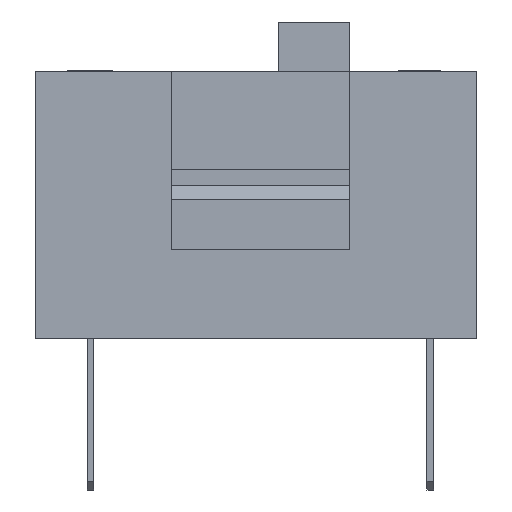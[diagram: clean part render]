
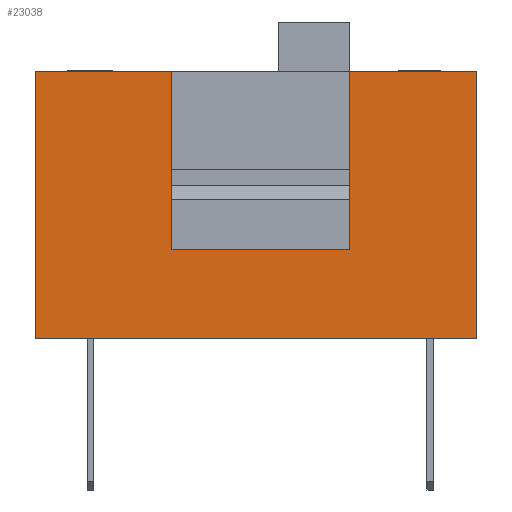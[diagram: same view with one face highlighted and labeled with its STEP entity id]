
A CAD part, left-side view. The second image highlights one B-rep face of the part: STEP entity #23038.
In plain terms, the highlighted planar face has unit normal (-1, 0, 0).
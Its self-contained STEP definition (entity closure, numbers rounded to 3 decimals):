
#22544 = PLANE('',#22545);
#22545 = AXIS2_PLACEMENT_3D('',#22546,#22547,#22548);
#22546 = CARTESIAN_POINT('',(0.4,2.85,6.));
#22547 = DIRECTION('',(0.,1.,0.));
#22548 = DIRECTION('',(-1.,0.,0.));
#22569 = VERTEX_POINT('',#22570);
#22570 = CARTESIAN_POINT('',(0.,2.85,2.));
#22584 = PLANE('',#22585);
#22585 = AXIS2_PLACEMENT_3D('',#22586,#22587,#22588);
#22586 = CARTESIAN_POINT('',(0.,6.85,2.));
#22587 = DIRECTION('',(0.,0.,1.));
#22588 = DIRECTION('',(1.,0.,0.));
#22596 = EDGE_CURVE('',#22597,#22569,#22599,.T.);
#22597 = VERTEX_POINT('',#22598);
#22598 = CARTESIAN_POINT('',(0.,2.85,6.));
#22599 = SURFACE_CURVE('',#22600,(#22604,#22611),.PCURVE_S1.);
#22600 = LINE('',#22601,#22602);
#22601 = CARTESIAN_POINT('',(0.,2.85,6.));
#22602 = VECTOR('',#22603,1.);
#22603 = DIRECTION('',(-0.,-0.,-1.));
#22604 = PCURVE('',#22544,#22605);
#22605 = DEFINITIONAL_REPRESENTATION('',(#22606),#22610);
#22606 = LINE('',#22607,#22608);
#22607 = CARTESIAN_POINT('',(0.4,0.));
#22608 = VECTOR('',#22609,1.);
#22609 = DIRECTION('',(0.,-1.));
#22610 = ( GEOMETRIC_REPRESENTATION_CONTEXT(2) 
PARAMETRIC_REPRESENTATION_CONTEXT() REPRESENTATION_CONTEXT('2D SPACE',''
  ) );
#22611 = PCURVE('',#22612,#22617);
#22612 = PLANE('',#22613);
#22613 = AXIS2_PLACEMENT_3D('',#22614,#22615,#22616);
#22614 = CARTESIAN_POINT('',(0.,9.9,0.));
#22615 = DIRECTION('',(1.,0.,0.));
#22616 = DIRECTION('',(0.,-1.,0.));
#22617 = DEFINITIONAL_REPRESENTATION('',(#22618),#22622);
#22618 = LINE('',#22619,#22620);
#22619 = CARTESIAN_POINT('',(7.05,-6.));
#22620 = VECTOR('',#22621,1.);
#22621 = DIRECTION('',(0.,1.));
#22622 = ( GEOMETRIC_REPRESENTATION_CONTEXT(2) 
PARAMETRIC_REPRESENTATION_CONTEXT() REPRESENTATION_CONTEXT('2D SPACE',''
  ) );
#22640 = PLANE('',#22641);
#22641 = AXIS2_PLACEMENT_3D('',#22642,#22643,#22644);
#22642 = CARTESIAN_POINT('',(0.,0.,6.));
#22643 = DIRECTION('',(0.,0.,-1.));
#22644 = DIRECTION('',(-1.,0.,0.));
#22783 = PLANE('',#22784);
#22784 = AXIS2_PLACEMENT_3D('',#22785,#22786,#22787);
#22785 = CARTESIAN_POINT('',(0.,6.85,6.));
#22786 = DIRECTION('',(0.,-1.,0.));
#22787 = DIRECTION('',(1.,0.,0.));
#22889 = VERTEX_POINT('',#22890);
#22890 = CARTESIAN_POINT('',(0.,6.85,2.));
#22911 = EDGE_CURVE('',#22569,#22889,#22912,.T.);
#22912 = SURFACE_CURVE('',#22913,(#22917,#22924),.PCURVE_S1.);
#22913 = LINE('',#22914,#22915);
#22914 = CARTESIAN_POINT('',(0.,2.85,2.));
#22915 = VECTOR('',#22916,1.);
#22916 = DIRECTION('',(0.,1.,0.));
#22917 = PCURVE('',#22584,#22918);
#22918 = DEFINITIONAL_REPRESENTATION('',(#22919),#22923);
#22919 = LINE('',#22920,#22921);
#22920 = CARTESIAN_POINT('',(0.,-4.));
#22921 = VECTOR('',#22922,1.);
#22922 = DIRECTION('',(0.,1.));
#22923 = ( GEOMETRIC_REPRESENTATION_CONTEXT(2) 
PARAMETRIC_REPRESENTATION_CONTEXT() REPRESENTATION_CONTEXT('2D SPACE',''
  ) );
#22924 = PCURVE('',#22612,#22925);
#22925 = DEFINITIONAL_REPRESENTATION('',(#22926),#22930);
#22926 = LINE('',#22927,#22928);
#22927 = CARTESIAN_POINT('',(7.05,-2.));
#22928 = VECTOR('',#22929,1.);
#22929 = DIRECTION('',(-1.,0.));
#22930 = ( GEOMETRIC_REPRESENTATION_CONTEXT(2) 
PARAMETRIC_REPRESENTATION_CONTEXT() REPRESENTATION_CONTEXT('2D SPACE',''
  ) );
#23038 = ADVANCED_FACE('',(#23039),#22612,.F.);
#23039 = FACE_BOUND('',#23040,.F.);
#23040 = EDGE_LOOP('',(#23041,#23071,#23099,#23122,#23143,#23144,#23145,
    #23168));
#23041 = ORIENTED_EDGE('',*,*,#23042,.F.);
#23042 = EDGE_CURVE('',#23043,#23045,#23047,.T.);
#23043 = VERTEX_POINT('',#23044);
#23044 = CARTESIAN_POINT('',(0.,9.9,0.));
#23045 = VERTEX_POINT('',#23046);
#23046 = CARTESIAN_POINT('',(0.,0.,0.));
#23047 = SURFACE_CURVE('',#23048,(#23052,#23059),.PCURVE_S1.);
#23048 = LINE('',#23049,#23050);
#23049 = CARTESIAN_POINT('',(0.,9.9,0.));
#23050 = VECTOR('',#23051,1.);
#23051 = DIRECTION('',(0.,-1.,0.));
#23052 = PCURVE('',#22612,#23053);
#23053 = DEFINITIONAL_REPRESENTATION('',(#23054),#23058);
#23054 = LINE('',#23055,#23056);
#23055 = CARTESIAN_POINT('',(0.,0.));
#23056 = VECTOR('',#23057,1.);
#23057 = DIRECTION('',(1.,0.));
#23058 = ( GEOMETRIC_REPRESENTATION_CONTEXT(2) 
PARAMETRIC_REPRESENTATION_CONTEXT() REPRESENTATION_CONTEXT('2D SPACE',''
  ) );
#23059 = PCURVE('',#23060,#23065);
#23060 = PLANE('',#23061);
#23061 = AXIS2_PLACEMENT_3D('',#23062,#23063,#23064);
#23062 = CARTESIAN_POINT('',(0.,0.,0.));
#23063 = DIRECTION('',(0.,0.,-1.));
#23064 = DIRECTION('',(-1.,0.,0.));
#23065 = DEFINITIONAL_REPRESENTATION('',(#23066),#23070);
#23066 = LINE('',#23067,#23068);
#23067 = CARTESIAN_POINT('',(0.,9.9));
#23068 = VECTOR('',#23069,1.);
#23069 = DIRECTION('',(0.,-1.));
#23070 = ( GEOMETRIC_REPRESENTATION_CONTEXT(2) 
PARAMETRIC_REPRESENTATION_CONTEXT() REPRESENTATION_CONTEXT('2D SPACE',''
  ) );
#23071 = ORIENTED_EDGE('',*,*,#23072,.T.);
#23072 = EDGE_CURVE('',#23043,#23073,#23075,.T.);
#23073 = VERTEX_POINT('',#23074);
#23074 = CARTESIAN_POINT('',(0.,9.9,6.));
#23075 = SURFACE_CURVE('',#23076,(#23080,#23087),.PCURVE_S1.);
#23076 = LINE('',#23077,#23078);
#23077 = CARTESIAN_POINT('',(0.,9.9,0.));
#23078 = VECTOR('',#23079,1.);
#23079 = DIRECTION('',(0.,0.,1.));
#23080 = PCURVE('',#22612,#23081);
#23081 = DEFINITIONAL_REPRESENTATION('',(#23082),#23086);
#23082 = LINE('',#23083,#23084);
#23083 = CARTESIAN_POINT('',(0.,0.));
#23084 = VECTOR('',#23085,1.);
#23085 = DIRECTION('',(0.,-1.));
#23086 = ( GEOMETRIC_REPRESENTATION_CONTEXT(2) 
PARAMETRIC_REPRESENTATION_CONTEXT() REPRESENTATION_CONTEXT('2D SPACE',''
  ) );
#23087 = PCURVE('',#23088,#23093);
#23088 = PLANE('',#23089);
#23089 = AXIS2_PLACEMENT_3D('',#23090,#23091,#23092);
#23090 = CARTESIAN_POINT('',(19.34,9.9,0.));
#23091 = DIRECTION('',(0.,-1.,0.));
#23092 = DIRECTION('',(-1.,0.,0.));
#23093 = DEFINITIONAL_REPRESENTATION('',(#23094),#23098);
#23094 = LINE('',#23095,#23096);
#23095 = CARTESIAN_POINT('',(19.34,0.));
#23096 = VECTOR('',#23097,1.);
#23097 = DIRECTION('',(0.,-1.));
#23098 = ( GEOMETRIC_REPRESENTATION_CONTEXT(2) 
PARAMETRIC_REPRESENTATION_CONTEXT() REPRESENTATION_CONTEXT('2D SPACE',''
  ) );
#23099 = ORIENTED_EDGE('',*,*,#23100,.T.);
#23100 = EDGE_CURVE('',#23073,#23101,#23103,.T.);
#23101 = VERTEX_POINT('',#23102);
#23102 = CARTESIAN_POINT('',(0.,6.85,6.));
#23103 = SURFACE_CURVE('',#23104,(#23108,#23115),.PCURVE_S1.);
#23104 = LINE('',#23105,#23106);
#23105 = CARTESIAN_POINT('',(0.,9.9,6.));
#23106 = VECTOR('',#23107,1.);
#23107 = DIRECTION('',(0.,-1.,0.));
#23108 = PCURVE('',#22612,#23109);
#23109 = DEFINITIONAL_REPRESENTATION('',(#23110),#23114);
#23110 = LINE('',#23111,#23112);
#23111 = CARTESIAN_POINT('',(0.,-6.));
#23112 = VECTOR('',#23113,1.);
#23113 = DIRECTION('',(1.,0.));
#23114 = ( GEOMETRIC_REPRESENTATION_CONTEXT(2) 
PARAMETRIC_REPRESENTATION_CONTEXT() REPRESENTATION_CONTEXT('2D SPACE',''
  ) );
#23115 = PCURVE('',#22640,#23116);
#23116 = DEFINITIONAL_REPRESENTATION('',(#23117),#23121);
#23117 = LINE('',#23118,#23119);
#23118 = CARTESIAN_POINT('',(0.,9.9));
#23119 = VECTOR('',#23120,1.);
#23120 = DIRECTION('',(0.,-1.));
#23121 = ( GEOMETRIC_REPRESENTATION_CONTEXT(2) 
PARAMETRIC_REPRESENTATION_CONTEXT() REPRESENTATION_CONTEXT('2D SPACE',''
  ) );
#23122 = ORIENTED_EDGE('',*,*,#23123,.T.);
#23123 = EDGE_CURVE('',#23101,#22889,#23124,.T.);
#23124 = SURFACE_CURVE('',#23125,(#23129,#23136),.PCURVE_S1.);
#23125 = LINE('',#23126,#23127);
#23126 = CARTESIAN_POINT('',(0.,6.85,6.));
#23127 = VECTOR('',#23128,1.);
#23128 = DIRECTION('',(-0.,-0.,-1.));
#23129 = PCURVE('',#22612,#23130);
#23130 = DEFINITIONAL_REPRESENTATION('',(#23131),#23135);
#23131 = LINE('',#23132,#23133);
#23132 = CARTESIAN_POINT('',(3.05,-6.));
#23133 = VECTOR('',#23134,1.);
#23134 = DIRECTION('',(0.,1.));
#23135 = ( GEOMETRIC_REPRESENTATION_CONTEXT(2) 
PARAMETRIC_REPRESENTATION_CONTEXT() REPRESENTATION_CONTEXT('2D SPACE',''
  ) );
#23136 = PCURVE('',#22783,#23137);
#23137 = DEFINITIONAL_REPRESENTATION('',(#23138),#23142);
#23138 = LINE('',#23139,#23140);
#23139 = CARTESIAN_POINT('',(0.,0.));
#23140 = VECTOR('',#23141,1.);
#23141 = DIRECTION('',(0.,-1.));
#23142 = ( GEOMETRIC_REPRESENTATION_CONTEXT(2) 
PARAMETRIC_REPRESENTATION_CONTEXT() REPRESENTATION_CONTEXT('2D SPACE',''
  ) );
#23143 = ORIENTED_EDGE('',*,*,#22911,.F.);
#23144 = ORIENTED_EDGE('',*,*,#22596,.F.);
#23145 = ORIENTED_EDGE('',*,*,#23146,.T.);
#23146 = EDGE_CURVE('',#22597,#23147,#23149,.T.);
#23147 = VERTEX_POINT('',#23148);
#23148 = CARTESIAN_POINT('',(0.,0.,6.));
#23149 = SURFACE_CURVE('',#23150,(#23154,#23161),.PCURVE_S1.);
#23150 = LINE('',#23151,#23152);
#23151 = CARTESIAN_POINT('',(0.,9.9,6.));
#23152 = VECTOR('',#23153,1.);
#23153 = DIRECTION('',(0.,-1.,0.));
#23154 = PCURVE('',#22612,#23155);
#23155 = DEFINITIONAL_REPRESENTATION('',(#23156),#23160);
#23156 = LINE('',#23157,#23158);
#23157 = CARTESIAN_POINT('',(0.,-6.));
#23158 = VECTOR('',#23159,1.);
#23159 = DIRECTION('',(1.,0.));
#23160 = ( GEOMETRIC_REPRESENTATION_CONTEXT(2) 
PARAMETRIC_REPRESENTATION_CONTEXT() REPRESENTATION_CONTEXT('2D SPACE',''
  ) );
#23161 = PCURVE('',#22640,#23162);
#23162 = DEFINITIONAL_REPRESENTATION('',(#23163),#23167);
#23163 = LINE('',#23164,#23165);
#23164 = CARTESIAN_POINT('',(0.,9.9));
#23165 = VECTOR('',#23166,1.);
#23166 = DIRECTION('',(0.,-1.));
#23167 = ( GEOMETRIC_REPRESENTATION_CONTEXT(2) 
PARAMETRIC_REPRESENTATION_CONTEXT() REPRESENTATION_CONTEXT('2D SPACE',''
  ) );
#23168 = ORIENTED_EDGE('',*,*,#23169,.F.);
#23169 = EDGE_CURVE('',#23045,#23147,#23170,.T.);
#23170 = SURFACE_CURVE('',#23171,(#23175,#23182),.PCURVE_S1.);
#23171 = LINE('',#23172,#23173);
#23172 = CARTESIAN_POINT('',(0.,0.,0.));
#23173 = VECTOR('',#23174,1.);
#23174 = DIRECTION('',(0.,0.,1.));
#23175 = PCURVE('',#22612,#23176);
#23176 = DEFINITIONAL_REPRESENTATION('',(#23177),#23181);
#23177 = LINE('',#23178,#23179);
#23178 = CARTESIAN_POINT('',(9.9,0.));
#23179 = VECTOR('',#23180,1.);
#23180 = DIRECTION('',(0.,-1.));
#23181 = ( GEOMETRIC_REPRESENTATION_CONTEXT(2) 
PARAMETRIC_REPRESENTATION_CONTEXT() REPRESENTATION_CONTEXT('2D SPACE',''
  ) );
#23182 = PCURVE('',#23183,#23188);
#23183 = PLANE('',#23184);
#23184 = AXIS2_PLACEMENT_3D('',#23185,#23186,#23187);
#23185 = CARTESIAN_POINT('',(0.,0.,0.));
#23186 = DIRECTION('',(0.,1.,0.));
#23187 = DIRECTION('',(1.,0.,0.));
#23188 = DEFINITIONAL_REPRESENTATION('',(#23189),#23193);
#23189 = LINE('',#23190,#23191);
#23190 = CARTESIAN_POINT('',(0.,0.));
#23191 = VECTOR('',#23192,1.);
#23192 = DIRECTION('',(0.,-1.));
#23193 = ( GEOMETRIC_REPRESENTATION_CONTEXT(2) 
PARAMETRIC_REPRESENTATION_CONTEXT() REPRESENTATION_CONTEXT('2D SPACE',''
  ) );
